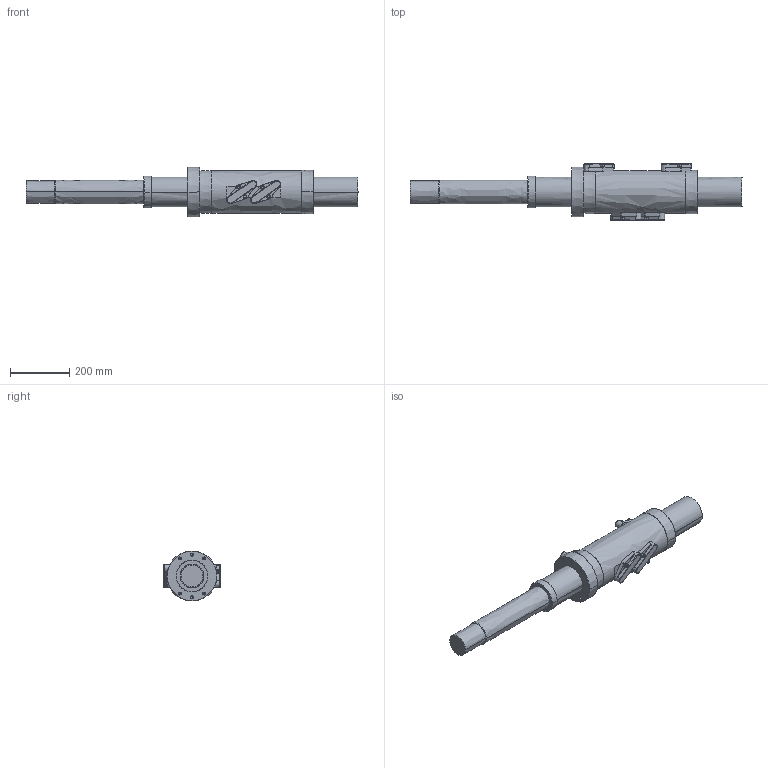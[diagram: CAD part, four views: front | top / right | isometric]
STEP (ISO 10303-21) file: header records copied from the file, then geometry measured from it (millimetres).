
FILE_DESCRIPTION((''),'2;1');
FILE_NAME('00_HSP10020FY_ASM','2022-07-12T10:45:49',('10019049'),(''),'CREO PARAMETRIC BY PTC INC, 2019080','CREO PARAMETRIC BY PTC INC, 2019080','');
FILE_SCHEMA(('CONFIG_CONTROL_DESIGN'));
Length unit declared in the file: millimetre
Products named in the file (6): NUT_HSP10020FY; SHAFT_HSP10020FY; LOCKER_HSP10020FY; __8_0001; _M820_0001; 00_HSP10020FY_ASM
Assembly tree (22 placements, depth 2):
  00_HSP10020FY_ASM
    NUT_HSP10020FY
    SHAFT_HSP10020FY
    LOCKER_HSP10020FY  x4
    __8_0001  x8
    _M820_0001  x8
Bounding box: 1117 x 190 x 168 mm (x, y, z)
Surface area: 779019.2 mm2 (no closed solid volume)
Topology: 0 solids, 0 shells, 540 faces, 2526 edges, 2482 vertices
Faces by surface type: bspline 507, torus 33
Entity records: 24546 total; most frequent: CARTESIAN_POINT 14781, DIRECTION 1572, TRIMMED_CURVE 1293, VECTOR 1080, LINE 1080, DEFINITIONAL_REPRESENTATION 1038, PCURVE 1038, COMPOSITE_CURVE_SEGMENT 1038
